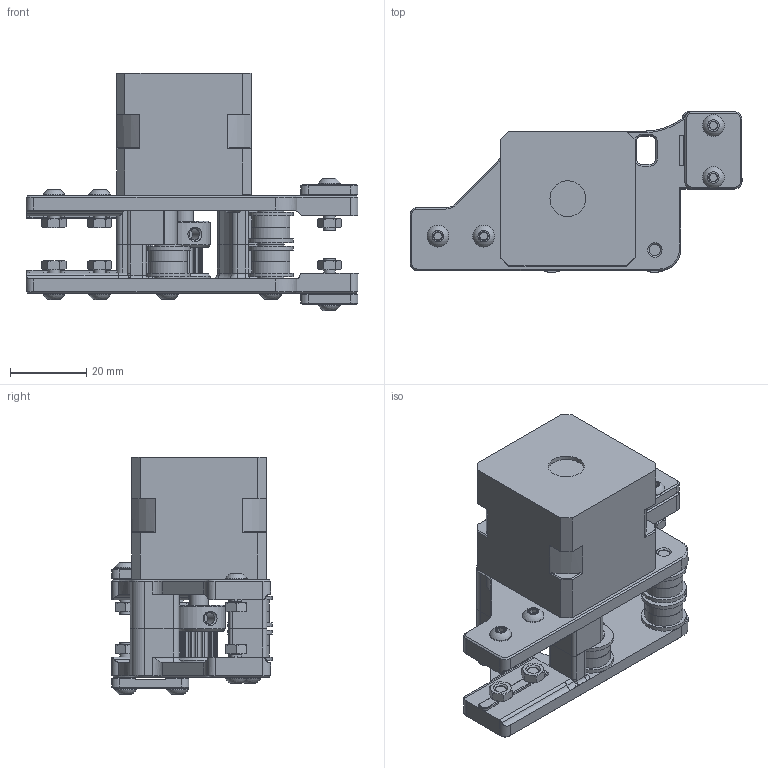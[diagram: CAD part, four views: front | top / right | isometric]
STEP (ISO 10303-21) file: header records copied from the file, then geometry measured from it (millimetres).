
FILE_DESCRIPTION(/* description */ (''),/* implementation_level */ '2;1');
FILE_NAME(/* name */ 'A_Drive.step',/* time_stamp */ '2021-05-18T00:49:55-07:00',/* author */ (''),/* organization */ (''),/* preprocessor_version */ 'ST-DEVELOPER v18.1',/* originating_system */ 'Autodesk Translation Framework v10.6.0.1341',/* authorisation */ '');
FILE_SCHEMA (('AUTOMOTIVE_DESIGN { 1 0 10303 214 3 1 1 }'));
Length unit declared in the file: millimetre
Products named in the file (25): A Drive; A Drive_1; A Drive Frame (1); A_Drive_Frame_Lower; A_Drive_Frame_Upper; NEMA14 Stepper ; GT2 16T v2 (1) (1)(Mirror); Hardware; f623_stack v1; f623-rs; f623-rs_1; f623_stack v1_1; f623-rs_2; f623-rs_3; f623_stack v1_2; f623-rs_4; f623-rs_5; M3 washer-1; M3x12 BHCS v1; M3_Hex_Nut v1; M3x10 BHCS v1; M3_Hex_Nut v1 (1); M3x8 BHCS v1; M3x25 SHCS v1; M3x25 BHCS v1
Assembly tree (50 placements, depth 6):
  A Drive
    A Drive_1
      A Drive Frame (1)
        A_Drive_Frame_Lower
        A_Drive_Frame_Upper
      NEMA14 Stepper 
        GT2 16T v2 (1) (1)(Mirror)
      Hardware
        f623_stack v1
          f623-rs
            M3 washer-1  x2
          f623-rs_1
            M3 washer-1  x2
        f623_stack v1_1
          f623-rs_2
            M3 washer-1  x2
          f623-rs_3
            M3 washer-1  x2
        f623_stack v1_2
          f623-rs_4
            M3 washer-1  x2
          f623-rs_5
            M3 washer-1  x2
        M3x12 BHCS v1  x4
        M3_Hex_Nut v1  x4
        M3x10 BHCS v1  x4
        M3_Hex_Nut v1 (1)  x4
        M3x8 BHCS v1
        M3x25 SHCS v1  x3
        M3x25 BHCS v1  x2
Bounding box: 87 x 42.11 x 62.3 mm (x, y, z)
Volume: 68152.6 mm3; surface area: 33835.9 mm2
Topology: 52 solids, 52 shells, 1283 faces, 2850 edges, 1736 vertices
Faces by surface type: plane 579, cylinder 337, cone 324, torus 28, sphere 11, bspline 4
Full cylindrical faces by diameter (mm): 2.388 x4, 3 x32, 3.2 x13, 3.4 x20, 5 x2, 5.5 x3, 5.7 x11, 6 x4, 6.06 x12, 6.94 x12, 7 x12, 9.398 x1, 10 x6, 10.16 x1, 11.7 x6, 13.9 x2, 21.946 x2, 24 x1
Entity records: 29562 total; most frequent: CARTESIAN_POINT 6859, DIRECTION 4900, ORIENTED_EDGE 4394, EDGE_CURVE 2197, AXIS2_PLACEMENT_3D 1823, VERTEX_POINT 1361, LINE 1254, VECTOR 1254
